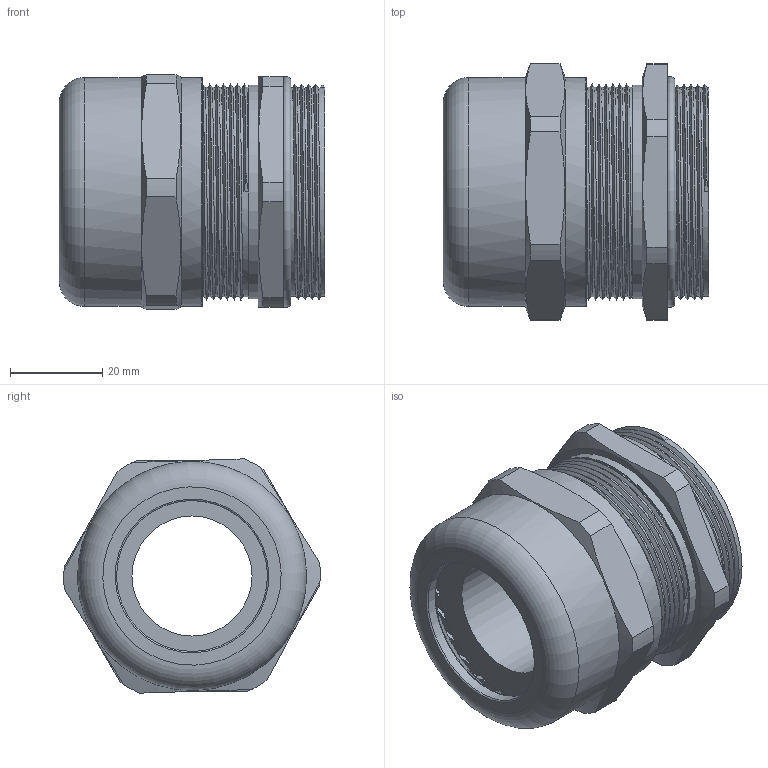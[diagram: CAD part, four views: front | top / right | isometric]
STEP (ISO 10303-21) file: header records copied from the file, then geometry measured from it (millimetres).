
FILE_DESCRIPTION(/* description */ ('Euro-Top PG 36, KB: 20-26 mm'),/* implementation_level */ '2;1');
FILE_NAME(/* name */ '60180436-RST.stp',/* time_stamp */ '2019-12-12T08:20:29+01:00',/* author */ ('sl'),/* organization */ (''),/* preprocessor_version */ 'ST-DEVELOPER v16.5',/* originating_system */ 'Autodesk Inventor 2017',/* authorisation */ '');
FILE_SCHEMA (('AUTOMOTIVE_DESIGN { 1 0 10303 214 3 1 1 }'));
Length unit declared in the file: millimetre
Products named in the file (6): 60180436; 60080436; 60080436_1; 60180436_1; 60080436_2; 60080436_3
Assembly tree (5 placements, depth 2):
  60180436
    60080436
    60080436_1
    60180436_1
    60080436_2
    60080436_3
Bounding box: 57.52 x 55.6 x 50.77 mm (x, y, z)
Volume: 49206.1 mm3; surface area: 40601.7 mm2
Topology: 5 solids, 5 shells, 337 faces, 932 edges, 610 vertices
Faces by surface type: plane 149, cylinder 133, torus 32, cone 17, bspline 6
Full cylindrical faces by diameter (mm): 26 x1, 32.7 x1, 33.9 x1, 35.4 x1, 37.23 x1, 40.3 x1, 40.36 x1, 40.39 x1, 40.85 x1, 43.7 x1, 45.28 x5, 45.36 x8, 45.45 x14, 45.52 x2, 46.07 x1, 46.24 x1, 46.95 x14, 49 x1, 49.6 x2
Entity records: 14611 total; most frequent: CARTESIAN_POINT 7055, DIRECTION 1591, ORIENTED_EDGE 1526, EDGE_CURVE 763, AXIS2_PLACEMENT_3D 625, VERTEX_POINT 519, EDGE_LOOP 348, LINE 341
